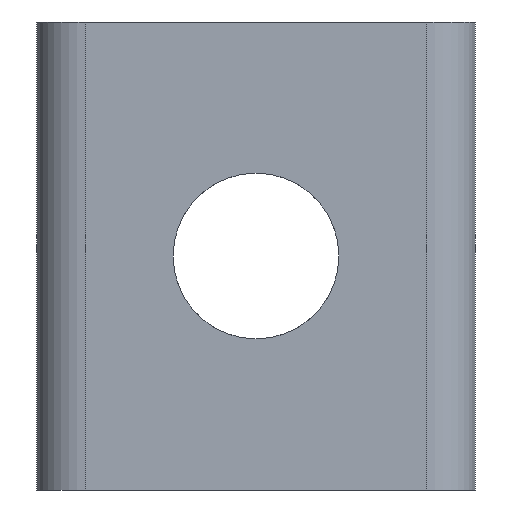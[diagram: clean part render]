
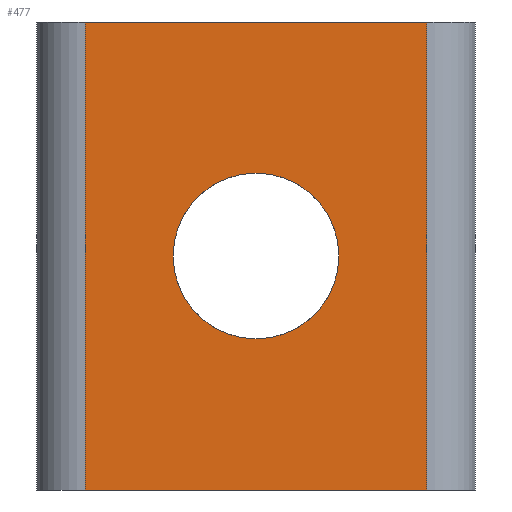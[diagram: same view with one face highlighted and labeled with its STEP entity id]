
A CAD part, left-side view. The second image highlights one B-rep face of the part: STEP entity #477.
In plain terms, the highlighted planar face has unit normal (-1, 0, 0).
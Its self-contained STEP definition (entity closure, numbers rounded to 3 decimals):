
#18=FACE_BOUND('',#67,.T.);
#19=CIRCLE('',#526,1.7);
#42=FACE_OUTER_BOUND('',#66,.T.);
#66=EDGE_LOOP('',(#378,#379,#380,#381));
#67=EDGE_LOOP('',(#382));
#121=LINE('',#789,#174);
#122=LINE('',#791,#175);
#123=LINE('',#793,#176);
#124=LINE('',#794,#177);
#174=VECTOR('',#644,7.);
#175=VECTOR('',#645,9.6);
#176=VECTOR('',#646,7.);
#177=VECTOR('',#647,9.6);
#229=VERTEX_POINT('',#787);
#230=VERTEX_POINT('',#788);
#231=VERTEX_POINT('',#790);
#232=VERTEX_POINT('',#792);
#233=VERTEX_POINT('',#795);
#292=EDGE_CURVE('',#229,#230,#121,.T.);
#293=EDGE_CURVE('',#229,#231,#122,.F.);
#294=EDGE_CURVE('',#232,#231,#123,.T.);
#295=EDGE_CURVE('',#232,#230,#124,.T.);
#296=EDGE_CURVE('',#233,#233,#19,.T.);
#378=ORIENTED_EDGE('',*,*,#292,.F.);
#379=ORIENTED_EDGE('',*,*,#293,.T.);
#380=ORIENTED_EDGE('',*,*,#294,.F.);
#381=ORIENTED_EDGE('',*,*,#295,.T.);
#382=ORIENTED_EDGE('',*,*,#296,.F.);
#456=PLANE('',#525);
#477=ADVANCED_FACE('',(#42,#18),#456,.T.);
#525=AXIS2_PLACEMENT_3D('',#786,#642,#643);
#526=AXIS2_PLACEMENT_3D('',#796,#648,#649);
#642=DIRECTION('center_axis',(-1.,0.,0.));
#643=DIRECTION('ref_axis',(0.,0.,1.));
#644=DIRECTION('',(0.,-1.,0.));
#645=DIRECTION('',(0.,0.,1.));
#646=DIRECTION('',(0.,1.,0.));
#647=DIRECTION('',(0.,0.,1.));
#648=DIRECTION('center_axis',(-1.,0.,0.));
#649=DIRECTION('ref_axis',(0.,0.,1.));
#786=CARTESIAN_POINT('Origin',(-4.874,10.3,-19.449));
#787=CARTESIAN_POINT('',(-4.874,18.3,0.));
#788=CARTESIAN_POINT('',(-4.874,11.3,0.));
#789=CARTESIAN_POINT('',(-4.874,18.3,0.));
#790=CARTESIAN_POINT('',(-4.874,18.3,-9.6));
#791=CARTESIAN_POINT('',(-4.874,18.3,-9.6));
#792=CARTESIAN_POINT('',(-4.874,11.3,-9.6));
#793=CARTESIAN_POINT('',(-4.874,11.3,-9.6));
#794=CARTESIAN_POINT('',(-4.874,11.3,-9.6));
#795=CARTESIAN_POINT('',(-4.874,14.8,-6.5));
#796=CARTESIAN_POINT('Origin',(-4.874,14.8,-4.8));
